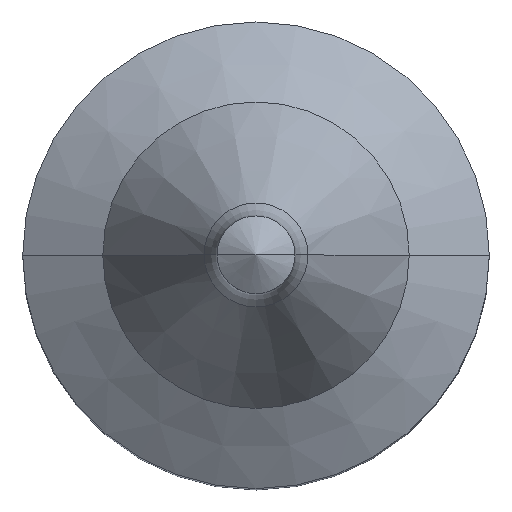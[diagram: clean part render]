
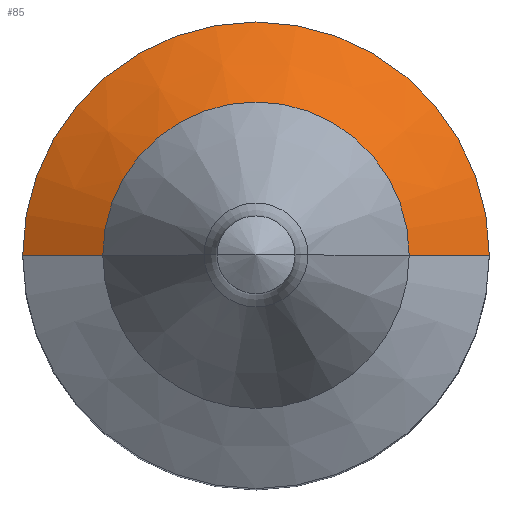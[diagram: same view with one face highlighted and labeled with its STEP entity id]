
A CAD part, top view. The second image highlights one B-rep face of the part: STEP entity #85.
In plain terms, the highlighted conical face has half-angle 60 degrees and reference radius 3.941 mm.
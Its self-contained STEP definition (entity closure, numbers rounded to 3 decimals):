
#4 = EDGE_CURVE ( 'NONE', #81, #87, #232, .T. ) ;
#72 = EDGE_CURVE ( 'NONE', #81, #141, #457, .T. ) ;
#73 = VERTEX_POINT ( 'NONE', #490 ) ;
#81 = VERTEX_POINT ( 'NONE', #399 ) ;
#82 = EDGE_CURVE ( 'NONE', #87, #73, #530, .T. ) ;
#85 = ADVANCED_FACE ( 'NONE', ( #460 ), #536, .T. ) ;
#86 = ORIENTED_EDGE ( 'NONE', *, *, #137, .F. ) ;
#87 = VERTEX_POINT ( 'NONE', #531 ) ;
#93 = ORIENTED_EDGE ( 'NONE', *, *, #4, .T. ) ;
#112 = ORIENTED_EDGE ( 'NONE', *, *, #82, .T. ) ;
#116 = ORIENTED_EDGE ( 'NONE', *, *, #72, .F. ) ;
#120 = EDGE_LOOP ( 'NONE', ( #93, #112, #86, #116 ) ) ;
#137 = EDGE_CURVE ( 'NONE', #141, #73, #242, .T. ) ;
#141 = VERTEX_POINT ( 'NONE', #730 ) ;
#199 = DIRECTION ( 'NONE',  ( -1., 0., 0. ) ) ;
#200 = DIRECTION ( 'NONE',  ( 0., 0., -1. ) ) ;
#201 = CARTESIAN_POINT ( 'NONE',  ( 0., 0., 50.568 ) ) ;
#229 = DIRECTION ( 'NONE',  ( -1., 0., 0. ) ) ;
#230 = DIRECTION ( 'NONE',  ( 0., 0., -1. ) ) ;
#231 = CARTESIAN_POINT ( 'NONE',  ( 0., 0., 51.757 ) ) ;
#232 = CIRCLE ( 'NONE', #270, 3.941 ) ;
#242 = CIRCLE ( 'NONE', #370, 6. ) ;
#270 = AXIS2_PLACEMENT_3D ( 'NONE', #231, #230, #229 ) ;
#370 = AXIS2_PLACEMENT_3D ( 'NONE', #201, #200, #199 ) ;
#379 = DIRECTION ( 'NONE',  ( -1., 0., 0. ) ) ;
#399 = CARTESIAN_POINT ( 'NONE',  ( -3.941, 0., 51.757 ) ) ;
#405 = AXIS2_PLACEMENT_3D ( 'NONE', #535, #532, #379 ) ;
#454 = DIRECTION ( 'NONE',  ( -0.866, 0., -0.5 ) ) ;
#455 = VECTOR ( 'NONE', #454, 1000. ) ;
#456 = CARTESIAN_POINT ( 'NONE',  ( -3.941, 0., 51.757 ) ) ;
#457 = LINE ( 'NONE', #456, #455 ) ;
#460 = FACE_OUTER_BOUND ( 'NONE', #120, .T. ) ;
#490 = CARTESIAN_POINT ( 'NONE',  ( 6., 0., 50.568 ) ) ;
#527 = DIRECTION ( 'NONE',  ( 0.866, 0., -0.5 ) ) ;
#528 = VECTOR ( 'NONE', #527, 1000. ) ;
#529 = CARTESIAN_POINT ( 'NONE',  ( 3.941, 0., 51.757 ) ) ;
#530 = LINE ( 'NONE', #529, #528 ) ;
#531 = CARTESIAN_POINT ( 'NONE',  ( 3.941, 0., 51.757 ) ) ;
#532 = DIRECTION ( 'NONE',  ( 0., 0., -1. ) ) ;
#535 = CARTESIAN_POINT ( 'NONE',  ( 0., 0., 51.757 ) ) ;
#536 = CONICAL_SURFACE ( 'NONE', #405, 3.941, 1.047 ) ;
#730 = CARTESIAN_POINT ( 'NONE',  ( -6., 0., 50.568 ) ) ;
